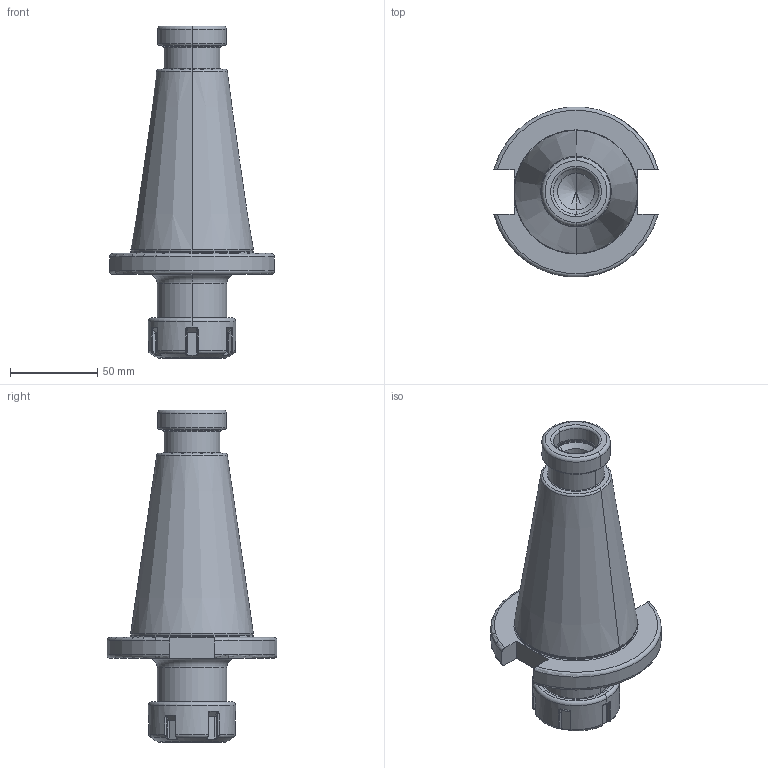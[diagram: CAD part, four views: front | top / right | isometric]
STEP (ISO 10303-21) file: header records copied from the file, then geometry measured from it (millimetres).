
FILE_DESCRIPTION((''),'2;1');
FILE_NAME('501_02_20','2020-09-07T',('103090'),(''),'CREO PARAMETRIC BY PTC INC, 2016260','CREO PARAMETRIC BY PTC INC, 2016260','');
FILE_SCHEMA(('CONFIG_CONTROL_DESIGN'));
Length unit declared in the file: millimetre
Products named in the file (1): 501_02_20
Bounding box: 94.05 x 97.13 x 189.8 mm (x, y, z)
Volume: 383201.1 mm3; surface area: 53591.5 mm2
Topology: 1 solids, 1 shells, 281 faces, 654 edges, 381 vertices
Faces by surface type: bspline 72, plane 67, cylinder 60, torus 50, cone 20, sphere 12
Entity records: 10939 total; most frequent: CARTESIAN_POINT 5034, ORIENTED_EDGE 1304, DIRECTION 1072, EDGE_CURVE 652, AXIS2_PLACEMENT_3D 410, VERTEX_POINT 381, EDGE_LOOP 289, FACE_OUTER_BOUND 281
